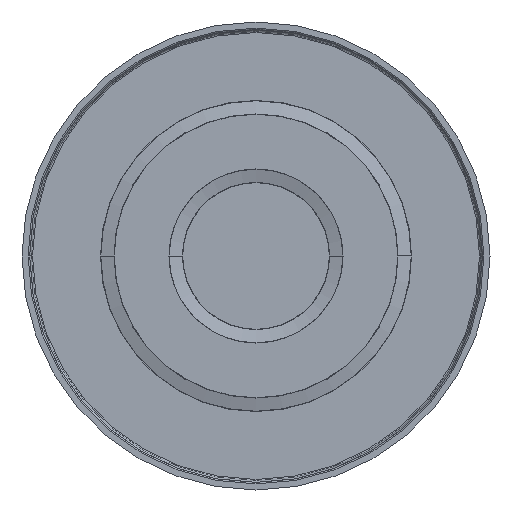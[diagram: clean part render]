
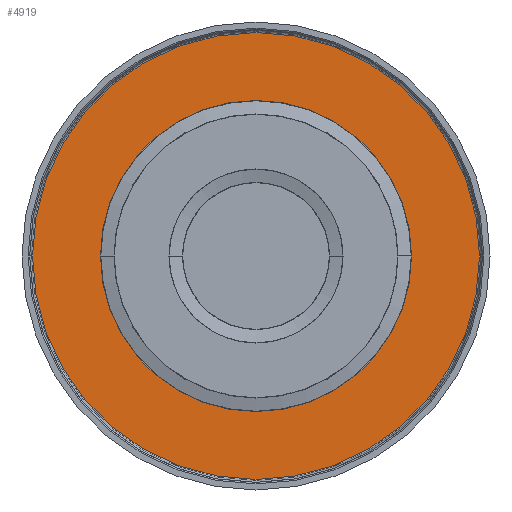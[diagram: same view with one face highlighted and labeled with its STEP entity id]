
A CAD part, front view. The second image highlights one B-rep face of the part: STEP entity #4919.
In plain terms, the highlighted planar face has unit normal (0, -1, 0).
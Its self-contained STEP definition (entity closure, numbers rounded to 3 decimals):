
#114 = ORIENTED_EDGE ( 'NONE', *, *, #1446, .T. ) ;
#153 = VERTEX_POINT ( 'NONE', #534 ) ;
#513 = FACE_BOUND ( 'NONE', #6474, .T. ) ;
#534 = CARTESIAN_POINT ( 'NONE',  ( -62.009, 25., 0. ) ) ;
#897 = AXIS2_PLACEMENT_3D ( 'NONE', #5596, #2337, #2446 ) ;
#922 = DIRECTION ( 'NONE',  ( -1., 0., 0. ) ) ;
#1446 = EDGE_CURVE ( 'NONE', #5089, #3414, #1984, .T. ) ;
#1752 = DIRECTION ( 'NONE',  ( 0., 1., 0. ) ) ;
#1984 = CIRCLE ( 'NONE', #897, 43.153 ) ;
#2337 = DIRECTION ( 'NONE',  ( 0., 1., 0. ) ) ;
#2446 = DIRECTION ( 'NONE',  ( -1., 0., 0. ) ) ;
#2679 = ORIENTED_EDGE ( 'NONE', *, *, #4218, .T. ) ;
#2790 = DIRECTION ( 'NONE',  ( -1., 0., 0. ) ) ;
#2823 = CARTESIAN_POINT ( 'NONE',  ( 42.982, 25., 0. ) ) ;
#3260 = AXIS2_PLACEMENT_3D ( 'NONE', #6543, #6588, #3730 ) ;
#3414 = VERTEX_POINT ( 'NONE', #5850 ) ;
#3730 = DIRECTION ( 'NONE',  ( -1., 0., 0. ) ) ;
#3869 = AXIS2_PLACEMENT_3D ( 'NONE', #6928, #4063, #5197 ) ;
#4063 = DIRECTION ( 'NONE',  ( 0., 1., 0. ) ) ;
#4218 = EDGE_CURVE ( 'NONE', #3414, #5089, #5545, .T. ) ;
#4550 = CARTESIAN_POINT ( 'NONE',  ( 62.009, 25., 0. ) ) ;
#4913 = EDGE_LOOP ( 'NONE', ( #6250, #6604 ) ) ;
#4919 = ADVANCED_FACE ( 'NONE', ( #513, #5654 ), #5756, .F. ) ;
#4944 = CARTESIAN_POINT ( 'NONE',  ( -43.153, 25., 0. ) ) ;
#4963 = EDGE_CURVE ( 'NONE', #153, #6163, #6024, .T. ) ;
#4968 = CARTESIAN_POINT ( 'NONE',  ( 0., 25., 0. ) ) ;
#5089 = VERTEX_POINT ( 'NONE', #4944 ) ;
#5197 = DIRECTION ( 'NONE',  ( -1., 0., 0. ) ) ;
#5545 = CIRCLE ( 'NONE', #3260, 43.153 ) ;
#5596 = CARTESIAN_POINT ( 'NONE',  ( 0., 25., 0. ) ) ;
#5654 = FACE_OUTER_BOUND ( 'NONE', #4913, .T. ) ;
#5706 = EDGE_CURVE ( 'NONE', #6163, #153, #6936, .T. ) ;
#5756 = PLANE ( 'NONE',  #5777 ) ;
#5777 = AXIS2_PLACEMENT_3D ( 'NONE', #2823, #1752, #2790 ) ;
#5850 = CARTESIAN_POINT ( 'NONE',  ( 43.153, 25., 0. ) ) ;
#6024 = CIRCLE ( 'NONE', #3869, 62.009 ) ;
#6163 = VERTEX_POINT ( 'NONE', #4550 ) ;
#6250 = ORIENTED_EDGE ( 'NONE', *, *, #4963, .F. ) ;
#6474 = EDGE_LOOP ( 'NONE', ( #114, #2679 ) ) ;
#6543 = CARTESIAN_POINT ( 'NONE',  ( 0., 25., 0. ) ) ;
#6588 = DIRECTION ( 'NONE',  ( 0., 1., 0. ) ) ;
#6604 = ORIENTED_EDGE ( 'NONE', *, *, #5706, .F. ) ;
#6657 = DIRECTION ( 'NONE',  ( 0., 1., 0. ) ) ;
#6703 = AXIS2_PLACEMENT_3D ( 'NONE', #4968, #6657, #922 ) ;
#6928 = CARTESIAN_POINT ( 'NONE',  ( 0., 25., 0. ) ) ;
#6936 = CIRCLE ( 'NONE', #6703, 62.009 ) ;
